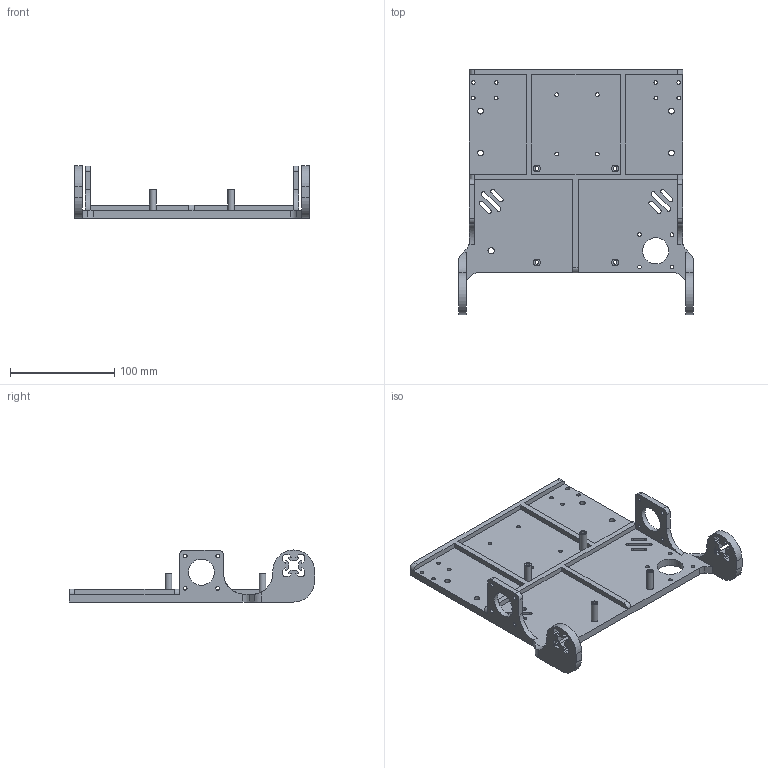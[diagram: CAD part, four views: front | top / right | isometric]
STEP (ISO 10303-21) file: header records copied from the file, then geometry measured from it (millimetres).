
FILE_DESCRIPTION(/* description */ (''),/* implementation_level */ '2;1');
FILE_NAME(/* name */ 'base.step',/* time_stamp */ '2026-01-12T20:56:04+03:00',/* author */ (''),/* organization */ (''),/* preprocessor_version */ 'ST-DEVELOPER v20.1',/* originating_system */ 'Autodesk Translation Framework v14.21.0.0',/* authorisation */ '');
FILE_SCHEMA (('AUTOMOTIVE_DESIGN { 1 0 10303 214 3 1 1 }'));
Length unit declared in the file: millimetre
Products named in the file (1): base
Bounding box: 225 x 235 x 50 mm (x, y, z)
Volume: 350033.3 mm3; surface area: 116302.7 mm2
Topology: 1 solids, 1 shells, 272 faces, 785 edges, 520 vertices
Faces by surface type: plane 197, cylinder 75
Full cylindrical faces by diameter (mm): 3.5 x28, 5.5 x4, 6 x1, 6.5 x4, 25 x3
Entity records: 9105 total; most frequent: CARTESIAN_POINT 1596, ORIENTED_EDGE 1570, DIRECTION 1477, EDGE_CURVE 785, LINE 631, VECTOR 631, VERTEX_POINT 520, AXIS2_PLACEMENT_3D 423
